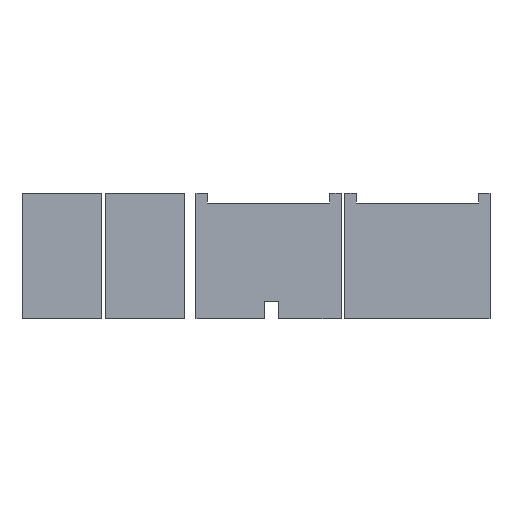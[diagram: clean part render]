
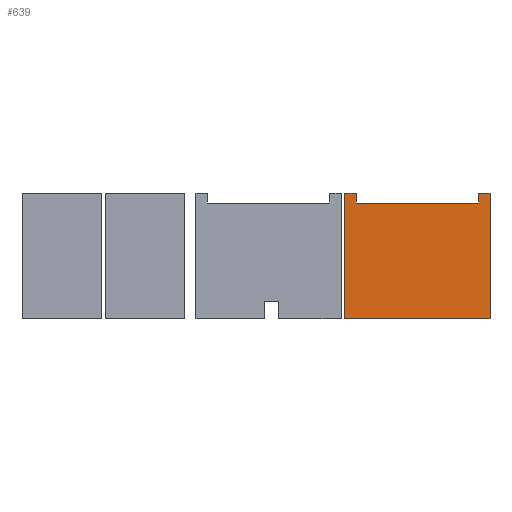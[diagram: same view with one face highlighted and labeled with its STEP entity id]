
A CAD part, top view. The second image highlights one B-rep face of the part: STEP entity #639.
In plain terms, the highlighted planar face has unit normal (0, 0, 1).
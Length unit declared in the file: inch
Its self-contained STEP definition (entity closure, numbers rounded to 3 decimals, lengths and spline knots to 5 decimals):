
#55=FACE_OUTER_BOUND('',#91,.T.);
#91=EDGE_LOOP('',(#553,#554,#555,#556,#557,#558,#559,#560));
#155=LINE('',#986,#239);
#158=LINE('',#992,#242);
#161=LINE('',#998,#245);
#164=LINE('',#1004,#248);
#167=LINE('',#1010,#251);
#170=LINE('',#1016,#254);
#173=LINE('',#1022,#257);
#176=LINE('',#1026,#260);
#239=VECTOR('',#812,0.3937);
#242=VECTOR('',#817,0.3937);
#245=VECTOR('',#822,0.3937);
#248=VECTOR('',#827,0.3937);
#251=VECTOR('',#832,0.3937);
#254=VECTOR('',#837,0.3937);
#257=VECTOR('',#842,0.3937);
#260=VECTOR('',#847,0.3937);
#303=VERTEX_POINT('',#983);
#304=VERTEX_POINT('',#985);
#306=VERTEX_POINT('',#991);
#308=VERTEX_POINT('',#997);
#310=VERTEX_POINT('',#1003);
#312=VERTEX_POINT('',#1009);
#314=VERTEX_POINT('',#1015);
#316=VERTEX_POINT('',#1021);
#379=EDGE_CURVE('',#304,#303,#155,.T.);
#382=EDGE_CURVE('',#306,#304,#158,.T.);
#385=EDGE_CURVE('',#308,#306,#161,.T.);
#388=EDGE_CURVE('',#310,#308,#164,.T.);
#391=EDGE_CURVE('',#312,#310,#167,.T.);
#394=EDGE_CURVE('',#314,#312,#170,.T.);
#397=EDGE_CURVE('',#316,#314,#173,.T.);
#400=EDGE_CURVE('',#303,#316,#176,.T.);
#553=ORIENTED_EDGE('',*,*,#400,.T.);
#554=ORIENTED_EDGE('',*,*,#397,.T.);
#555=ORIENTED_EDGE('',*,*,#394,.T.);
#556=ORIENTED_EDGE('',*,*,#391,.T.);
#557=ORIENTED_EDGE('',*,*,#388,.T.);
#558=ORIENTED_EDGE('',*,*,#385,.T.);
#559=ORIENTED_EDGE('',*,*,#382,.T.);
#560=ORIENTED_EDGE('',*,*,#379,.T.);
#603=PLANE('',#692);
#639=ADVANCED_FACE('',(#55),#603,.T.);
#692=AXIS2_PLACEMENT_3D('',#1027,#848,#849);
#812=DIRECTION('',(-1.,0.,0.));
#817=DIRECTION('',(0.,1.,0.));
#822=DIRECTION('',(1.,0.,0.));
#827=DIRECTION('',(0.,-1.,0.));
#832=DIRECTION('',(-1.,0.,0.));
#837=DIRECTION('',(0.,1.,0.));
#842=DIRECTION('',(-1.,0.,0.));
#847=DIRECTION('',(0.,-1.,0.));
#848=DIRECTION('center_axis',(0.,0.,1.));
#849=DIRECTION('ref_axis',(1.,0.,0.));
#983=CARTESIAN_POINT('',(36.84083,3.93642,0.12));
#985=CARTESIAN_POINT('',(37.62824,3.93642,0.12));
#986=CARTESIAN_POINT('',(36.84083,3.93642,0.12));
#991=CARTESIAN_POINT('',(37.62824,-4.72441,0.12));
#992=CARTESIAN_POINT('',(37.62824,3.26713,0.12));
#997=CARTESIAN_POINT('',(27.58924,-4.72441,0.12));
#998=CARTESIAN_POINT('',(37.62824,-4.72441,0.12));
#1003=CARTESIAN_POINT('',(27.58924,3.93642,0.12));
#1004=CARTESIAN_POINT('',(27.58924,3.93642,0.12));
#1009=CARTESIAN_POINT('',(28.37664,3.93642,0.12));
#1010=CARTESIAN_POINT('',(28.37664,3.93642,0.12));
#1015=CARTESIAN_POINT('',(28.37664,3.26713,0.12));
#1016=CARTESIAN_POINT('',(28.37664,3.26713,0.12));
#1021=CARTESIAN_POINT('',(36.84083,3.26713,0.12));
#1022=CARTESIAN_POINT('',(36.84083,3.26713,0.12));
#1026=CARTESIAN_POINT('',(36.84083,3.26713,0.12));
#1027=CARTESIAN_POINT('Origin',(32.60874,-0.394,0.12));
